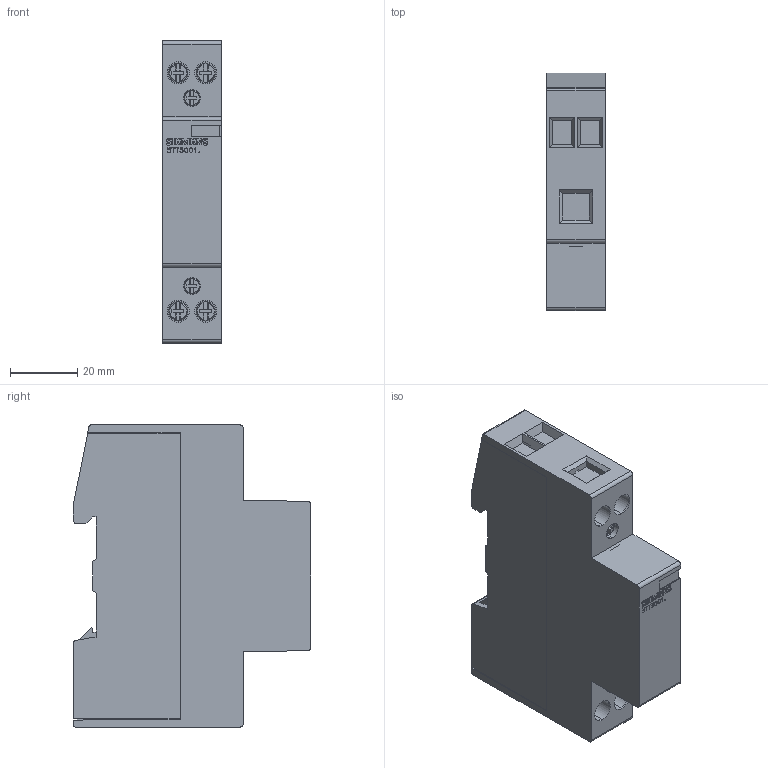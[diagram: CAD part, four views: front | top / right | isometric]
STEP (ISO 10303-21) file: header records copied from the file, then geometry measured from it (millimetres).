
FILE_DESCRIPTION(('no description'),'unknown implementation level');
FILE_NAME('5TT50010.step',' ',('SIEMENS A&D'),('ccLab - KiM Gmbh - www.kimweb.de'),'unknown preprocess','ACIS','unknown authorization');
FILE_SCHEMA(('automotive_design'));
Length unit declared in the file: millimetre
Products named in the file (3): 37425258_73
Bounding box: 17.5 x 70.7 x 90 mm (x, y, z)
Volume: 85954.8 mm3; surface area: 20761.1 mm2
Topology: 3 solids, 13 shells, 629 faces, 1679 edges, 1114 vertices
Faces by surface type: plane 511, cylinder 82, torus 24, cone 12
Entity records: 38828 total; most frequent: CARTESIAN_POINT 3833, STYLED_ITEM 3425, PRESENTATION_STYLE_ASSIGNMENT 3425, COLOUR_RGB 3425, ORIENTED_EDGE 3358, DIRECTION 3191, EDGE_CURVE 1679, CURVE_STYLE 1679
